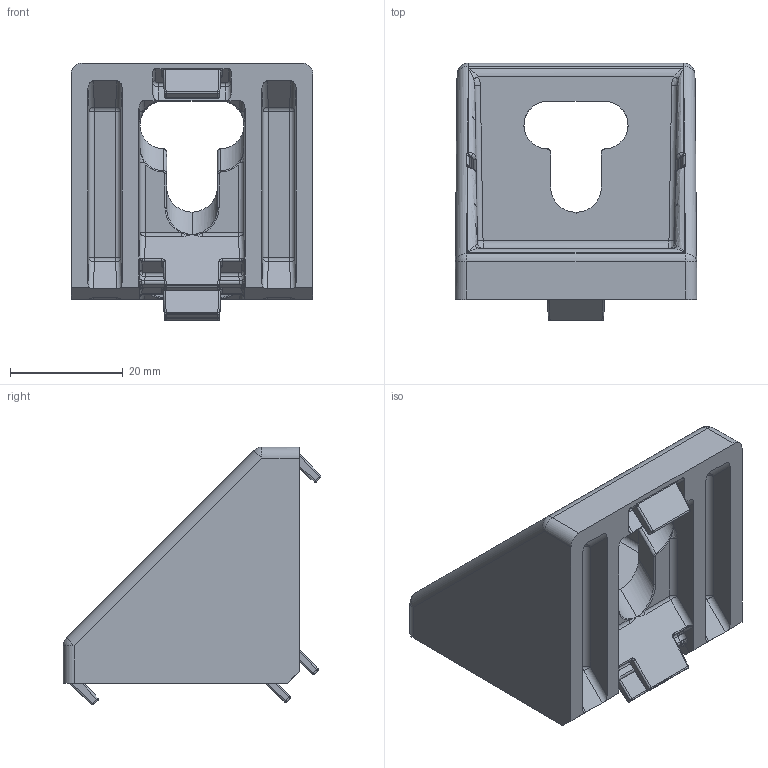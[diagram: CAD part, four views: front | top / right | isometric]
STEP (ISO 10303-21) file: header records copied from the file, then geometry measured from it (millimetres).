
FILE_DESCRIPTION (( 'STEP AP214' ), '1' );
FILE_NAME ('093w422n10.STEP', '2014-08-20T12:37:30', ( '' ), ( '' ), 'SwSTEP 2.0', 'SolidWorks 2014', '' );
FILE_SCHEMA (( 'AUTOMOTIVE_DESIGN' ));
Length unit declared in the file: millimetre
Products named in the file (1): 093w422n10
Bounding box: 43 x 45.84 x 45.84 mm (x, y, z)
Volume: 21094 mm3; surface area: 12012.7 mm2
Topology: 1 solids, 1 shells, 509 faces, 1259 edges, 722 vertices
Faces by surface type: bspline 182, cylinder 179, plane 100, sphere 44, torus 4
Entity records: 17889 total; most frequent: CARTESIAN_POINT 7605, ORIENTED_EDGE 2454, DIRECTION 1841, EDGE_CURVE 1227, VERTEX_POINT 718, AXIS2_PLACEMENT_3D 706, EDGE_LOOP 511, FACE_OUTER_BOUND 509
